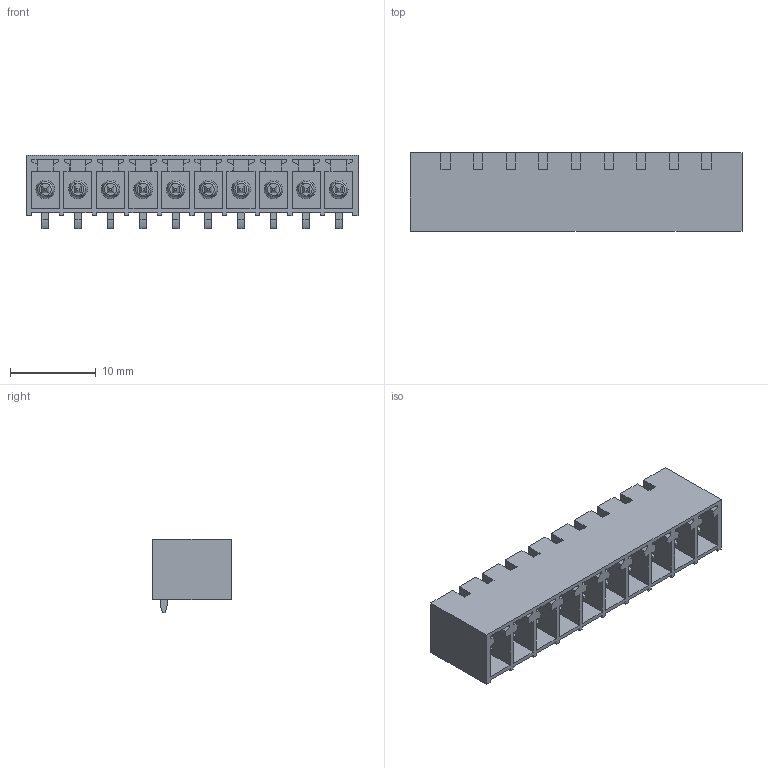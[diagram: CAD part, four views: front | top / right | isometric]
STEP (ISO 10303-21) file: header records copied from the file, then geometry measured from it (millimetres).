
FILE_DESCRIPTION(('CATIA V5 STEP Exchange','CAx-IF Rec.Pracs.--- Model Styling and Organization---1.2---2011-12-15'),'2;1');
FILE_NAME ('D1457683_0_1863220000_1863220000.stp','2018-10-12T05:03:36+00:00',('none'),('Weidmueller'),'CATIA Version 5-6 Release 2014','CATIA V5 STEP AP214','none');
FILE_SCHEMA(('AUTOMOTIVE_DESIGN { 1 0 10303 214 1 1 1 1 }'));
Length unit declared in the file: millimetre
Products named in the file (1): 1863220000
Bounding box: 38.79 x 9.2 x 8.57 mm (x, y, z)
Volume: 972.1 mm3; surface area: 3655.1 mm2
Topology: 11 solids, 11 shells, 734 faces, 2102 edges, 1420 vertices
Faces by surface type: plane 556, cylinder 138, torus 20, cone 20
Entity records: 21783 total; most frequent: ORIENTED_EDGE 4204, CARTESIAN_POINT 4007, DIRECTION 2790, EDGE_CURVE 2102, VECTOR 1746, LINE 1746, VERTEX_POINT 1420, EDGE_LOOP 784
